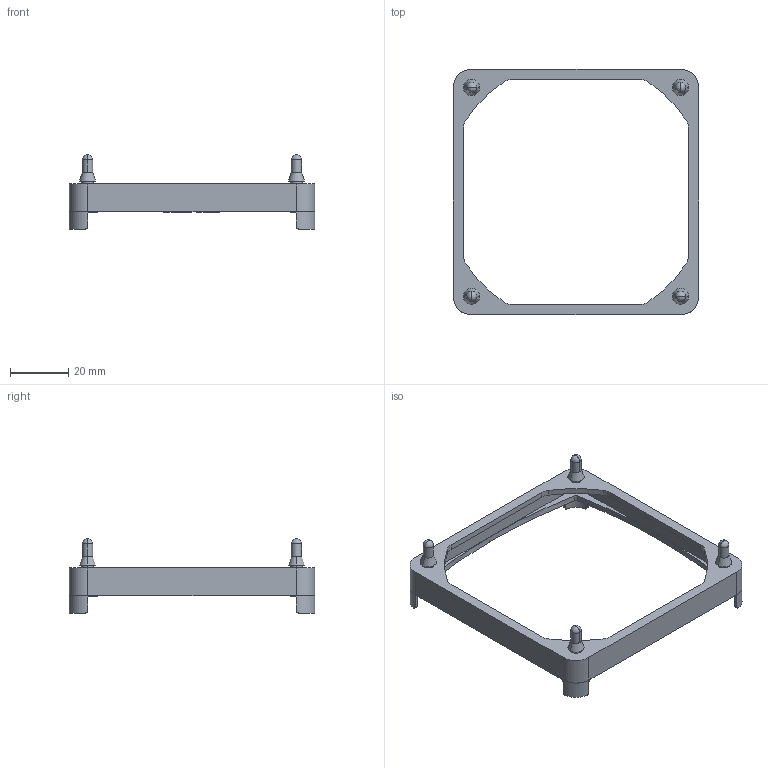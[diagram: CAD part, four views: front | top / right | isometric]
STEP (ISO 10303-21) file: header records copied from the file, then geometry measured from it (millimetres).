
FILE_DESCRIPTION((''),'2;1');
FILE_NAME('SLM-80-50-10.stp','2005-12-08T00:59:30',(''),(''),'Mechanical Desktop.R8.0.24.0','Mechanical Desktop.R8.0.24.0',', , ');
FILE_SCHEMA(('CONFIG_CONTROL_DESIGN'));
Length unit declared in the file: millimetre
Products named in the file (2): SLM-80-50-10 OVA; SLM-80-50-10 OV
Assembly tree (1 placements, depth 2):
  SLM-80-50-10 OVA
    SLM-80-50-10 OV
Bounding box: 84 x 84 x 25.5 mm (x, y, z)
Volume: 9178.5 mm3; surface area: 10631.5 mm2
Topology: 1 solids, 1 shells, 1290 faces, 3633 edges, 2389 vertices
Faces by surface type: bspline 865, plane 282, cylinder 107, sphere 24, cone 8, torus 4
Entity records: 48194 total; most frequent: CARTESIAN_POINT 20795, ORIENTED_EDGE 7202, EDGE_CURVE 3601, DIRECTION 2949, VERTEX_POINT 2381, B_SPLINE_CURVE_WITH_KNOTS 1760, VECTOR 1587, LINE 1587
